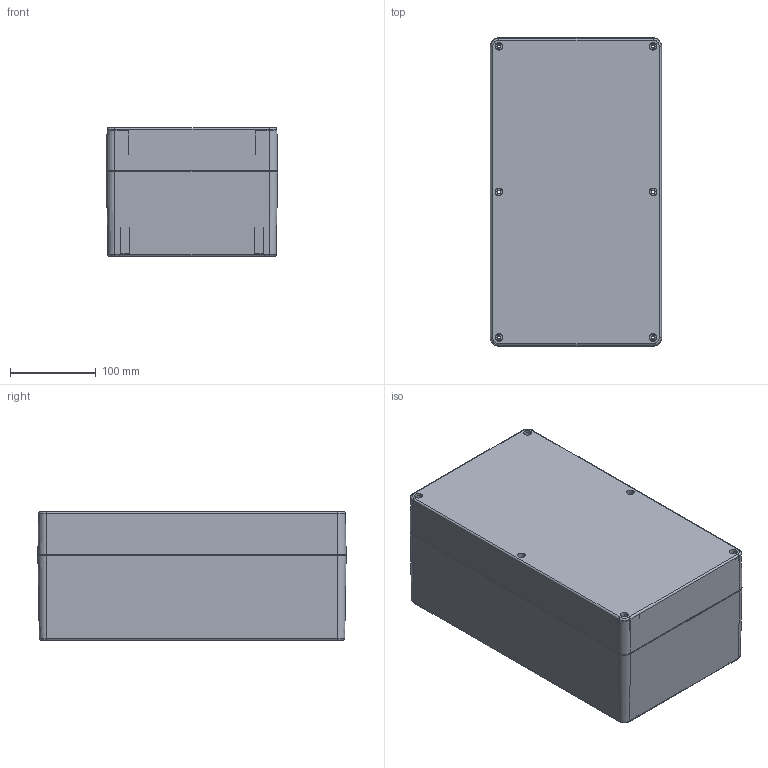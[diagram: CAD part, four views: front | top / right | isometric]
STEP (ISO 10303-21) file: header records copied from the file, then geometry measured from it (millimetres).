
FILE_DESCRIPTION (( 'STEP AP214' ), '1' );
FILE_NAME ('G2058.STEP', '2012-07-27T08:19:12', ( 'NEF User' ), ( 'NEF User' ), 'SwSTEP 2.0', 'SolidWorks 2012', '' );
FILE_SCHEMA (( 'AUTOMOTIVE_DESIGN' ));
Length unit declared in the file: millimetre
Products named in the file (3): G2058-BASE; G2058-COVER; G2058
Assembly tree (2 placements, depth 2):
  G2058
    G2058-BASE
    G2058-COVER
Bounding box: 200 x 360 x 150 mm (x, y, z)
Volume: 1299643.8 mm3; surface area: 697556.8 mm2
Topology: 3 solids, 3 shells, 632 faces, 1571 edges, 1039 vertices
Faces by surface type: plane 274, cylinder 202, cone 146, bspline 6, torus 4
Entity records: 33680 total; most frequent: CARTESIAN_POINT 14830, ORIENTED_EDGE 3134, DIRECTION 2826, EDGE_CURVE 1567, VERTEX_POINT 1039, AXIS2_PLACEMENT_3D 993, LINE 840, VECTOR 840
